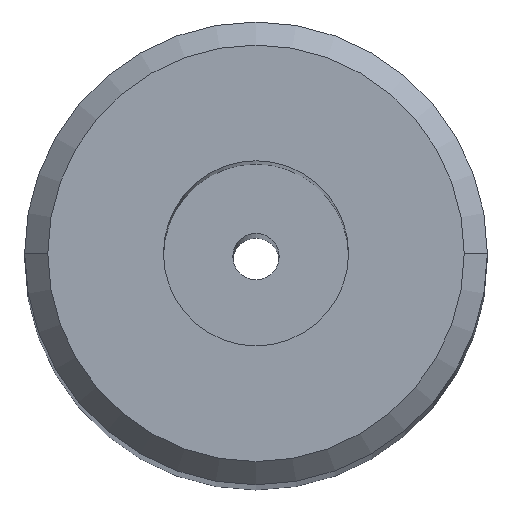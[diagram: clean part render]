
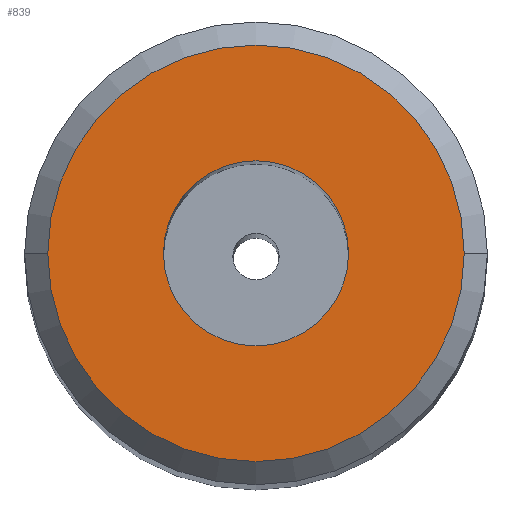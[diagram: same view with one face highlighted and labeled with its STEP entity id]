
A CAD part, top view. The second image highlights one B-rep face of the part: STEP entity #839.
In plain terms, the highlighted planar face has unit normal (0, 0, 1).
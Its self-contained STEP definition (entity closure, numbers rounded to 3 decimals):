
#9 = DIRECTION ( 'NONE',  ( -1., 0., 0. ) ) ;
#36 = EDGE_CURVE ( 'NONE', #762, #459, #405, .T. ) ;
#121 = CARTESIAN_POINT ( 'NONE',  ( 0., 0., 100. ) ) ;
#131 = AXIS2_PLACEMENT_3D ( 'NONE', #447, #856, #9 ) ;
#141 = ORIENTED_EDGE ( 'NONE', *, *, #36, .T. ) ;
#144 = CARTESIAN_POINT ( 'NONE',  ( 4.5, 0., 100. ) ) ;
#146 = ORIENTED_EDGE ( 'NONE', *, *, #536, .T. ) ;
#153 = DIRECTION ( 'NONE',  ( -1., 0., 0. ) ) ;
#234 = DIRECTION ( 'NONE',  ( 0., 0., 1. ) ) ;
#261 = CARTESIAN_POINT ( 'NONE',  ( -4.5, 0., 100. ) ) ;
#334 = CARTESIAN_POINT ( 'NONE',  ( 0., 0., 100. ) ) ;
#405 = CIRCLE ( 'NONE', #950, 2. ) ;
#447 = CARTESIAN_POINT ( 'NONE',  ( 0., 0., 100. ) ) ;
#459 = VERTEX_POINT ( 'NONE', #660 ) ;
#460 = AXIS2_PLACEMENT_3D ( 'NONE', #121, #784, #704 ) ;
#480 = DIRECTION ( 'NONE',  ( 0., 0., -1. ) ) ;
#484 = DIRECTION ( 'NONE',  ( 1., 0., 0. ) ) ;
#489 = FACE_OUTER_BOUND ( 'NONE', #573, .T. ) ;
#536 = EDGE_CURVE ( 'NONE', #459, #762, #890, .T. ) ;
#556 = ORIENTED_EDGE ( 'NONE', *, *, #782, .F. ) ;
#557 = VERTEX_POINT ( 'NONE', #261 ) ;
#573 = EDGE_LOOP ( 'NONE', ( #667, #556 ) ) ;
#660 = CARTESIAN_POINT ( 'NONE',  ( 2., 0., 100. ) ) ;
#667 = ORIENTED_EDGE ( 'NONE', *, *, #866, .F. ) ;
#704 = DIRECTION ( 'NONE',  ( -1., 0., 0. ) ) ;
#747 = FACE_BOUND ( 'NONE', #1082, .T. ) ;
#762 = VERTEX_POINT ( 'NONE', #881 ) ;
#782 = EDGE_CURVE ( 'NONE', #838, #557, #922, .T. ) ;
#784 = DIRECTION ( 'NONE',  ( 0., 0., -1. ) ) ;
#807 = AXIS2_PLACEMENT_3D ( 'NONE', #334, #480, #830 ) ;
#830 = DIRECTION ( 'NONE',  ( -1., 0., 0. ) ) ;
#838 = VERTEX_POINT ( 'NONE', #144 ) ;
#839 = ADVANCED_FACE ( 'NONE', ( #747, #489 ), #1054, .T. ) ;
#844 = DIRECTION ( 'NONE',  ( 0., 0., -1. ) ) ;
#856 = DIRECTION ( 'NONE',  ( 0., 0., -1. ) ) ;
#866 = EDGE_CURVE ( 'NONE', #557, #838, #1057, .T. ) ;
#881 = CARTESIAN_POINT ( 'NONE',  ( -2., 0., 100. ) ) ;
#890 = CIRCLE ( 'NONE', #131, 2. ) ;
#908 = CARTESIAN_POINT ( 'NONE',  ( 0., 0., 100. ) ) ;
#910 = CARTESIAN_POINT ( 'NONE',  ( 0., 4.5, 100. ) ) ;
#922 = CIRCLE ( 'NONE', #460, 4.5 ) ;
#950 = AXIS2_PLACEMENT_3D ( 'NONE', #908, #844, #153 ) ;
#1009 = AXIS2_PLACEMENT_3D ( 'NONE', #910, #234, #484 ) ;
#1054 = PLANE ( 'NONE',  #1009 ) ;
#1057 = CIRCLE ( 'NONE', #807, 4.5 ) ;
#1082 = EDGE_LOOP ( 'NONE', ( #141, #146 ) ) ;
